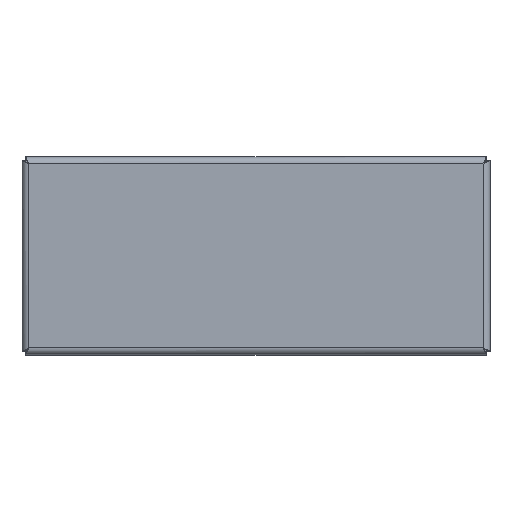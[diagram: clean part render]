
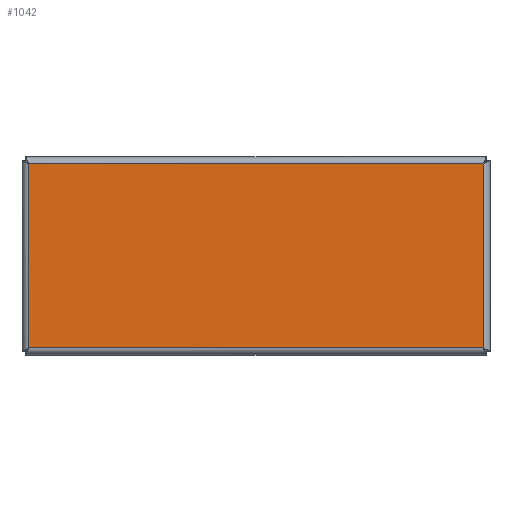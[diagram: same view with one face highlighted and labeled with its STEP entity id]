
A CAD part, top view. The second image highlights one B-rep face of the part: STEP entity #1042.
In plain terms, the highlighted planar face has unit normal (0, 0, 1).
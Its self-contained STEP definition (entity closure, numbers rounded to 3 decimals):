
#93=FACE_OUTER_BOUND('',#157,.T.);
#157=EDGE_LOOP('',(#716,#717,#718,#719,#720,#721,#722,#723));
#232=LINE('',#1526,#334);
#236=LINE('',#1535,#338);
#240=LINE('',#1544,#342);
#244=LINE('',#1553,#346);
#248=LINE('',#1560,#350);
#249=LINE('',#1561,#351);
#250=LINE('',#1562,#352);
#251=LINE('',#1563,#353);
#334=VECTOR('',#1231,0.1);
#338=VECTOR('',#1237,0.1);
#342=VECTOR('',#1243,0.1);
#346=VECTOR('',#1249,0.1);
#350=VECTOR('',#1255,105.859);
#351=VECTOR('',#1256,261.359);
#352=VECTOR('',#1257,105.859);
#353=VECTOR('',#1258,261.359);
#446=VERTEX_POINT('',#1524);
#447=VERTEX_POINT('',#1525);
#450=VERTEX_POINT('',#1533);
#451=VERTEX_POINT('',#1534);
#454=VERTEX_POINT('',#1542);
#455=VERTEX_POINT('',#1543);
#458=VERTEX_POINT('',#1551);
#459=VERTEX_POINT('',#1552);
#540=EDGE_CURVE('',#446,#447,#232,.T.);
#544=EDGE_CURVE('',#450,#451,#236,.T.);
#548=EDGE_CURVE('',#454,#455,#240,.T.);
#552=EDGE_CURVE('',#458,#459,#244,.T.);
#556=EDGE_CURVE('',#455,#450,#248,.T.);
#557=EDGE_CURVE('',#451,#446,#249,.T.);
#558=EDGE_CURVE('',#447,#458,#250,.T.);
#559=EDGE_CURVE('',#459,#454,#251,.T.);
#716=ORIENTED_EDGE('',*,*,#556,.T.);
#717=ORIENTED_EDGE('',*,*,#544,.T.);
#718=ORIENTED_EDGE('',*,*,#557,.T.);
#719=ORIENTED_EDGE('',*,*,#540,.T.);
#720=ORIENTED_EDGE('',*,*,#558,.T.);
#721=ORIENTED_EDGE('',*,*,#552,.T.);
#722=ORIENTED_EDGE('',*,*,#559,.T.);
#723=ORIENTED_EDGE('',*,*,#548,.T.);
#947=PLANE('',#1126);
#1042=ADVANCED_FACE('',(#93),#947,.T.);
#1126=AXIS2_PLACEMENT_3D('',#1559,#1253,#1254);
#1231=DIRECTION('',(-0.707,-0.707,0.));
#1237=DIRECTION('',(-0.707,0.707,0.));
#1243=DIRECTION('',(0.707,0.707,0.));
#1249=DIRECTION('',(0.707,-0.707,0.));
#1253=DIRECTION('center_axis',(0.,0.,1.));
#1254=DIRECTION('ref_axis',(1.,0.,0.));
#1255=DIRECTION('',(0.,1.,0.));
#1256=DIRECTION('',(-1.,0.,0.));
#1257=DIRECTION('',(0.,-1.,0.));
#1258=DIRECTION('',(1.,0.,0.));
#1524=CARTESIAN_POINT('',(-130.679,53.,42.));
#1525=CARTESIAN_POINT('',(-130.75,52.929,42.));
#1526=CARTESIAN_POINT('',(-130.679,53.,42.));
#1533=CARTESIAN_POINT('',(130.75,52.929,42.));
#1534=CARTESIAN_POINT('',(130.679,53.,42.));
#1535=CARTESIAN_POINT('',(130.75,52.929,42.));
#1542=CARTESIAN_POINT('',(130.679,-53.,42.));
#1543=CARTESIAN_POINT('',(130.75,-52.929,42.));
#1544=CARTESIAN_POINT('',(130.679,-53.,42.));
#1551=CARTESIAN_POINT('',(-130.75,-52.929,42.));
#1552=CARTESIAN_POINT('',(-130.679,-53.,42.));
#1553=CARTESIAN_POINT('',(-130.75,-52.929,42.));
#1559=CARTESIAN_POINT('Origin',(0.,0.,
42.));
#1560=CARTESIAN_POINT('',(130.75,-52.929,42.));
#1561=CARTESIAN_POINT('',(130.679,53.,42.));
#1562=CARTESIAN_POINT('',(-130.75,52.929,42.));
#1563=CARTESIAN_POINT('',(-130.679,-53.,42.));
